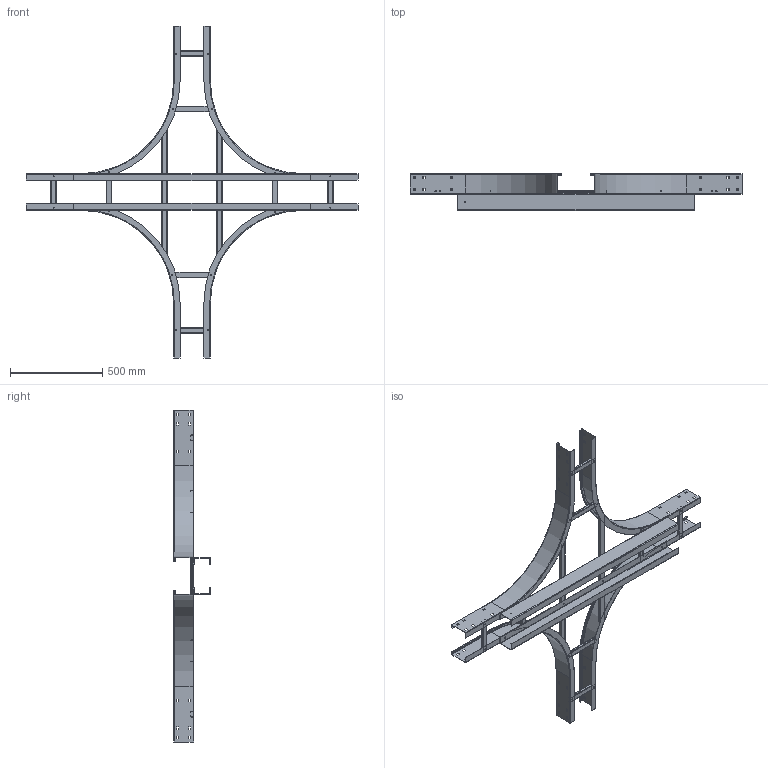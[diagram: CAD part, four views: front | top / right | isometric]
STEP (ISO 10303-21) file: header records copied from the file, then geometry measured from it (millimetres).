
FILE_DESCRIPTION((''),'2;1');
FILE_NAME('ASM0001_ASM','2013-01-11T',('AndreasKeweloh'),(''),'PRO/ENGINEER BY PARAMETRIC TECHNOLOGY CORPORATION, 2012230','PRO/ENGINEER BY PARAMETRIC TECHNOLOGY CORPORATION, 2012230','');
FILE_SCHEMA(('CONFIG_CONTROL_DESIGN'));
Length unit declared in the file: millimetre
Products named in the file (11): KTS_05_018-026_L_780-23137; KTS_05_018-026_L_780-23138; KTS_05_018-023_L_245; KTS_05_018-012_L_195; KTS_05_012-045-1580_L_128-23141; KTS_05_012-045-1580_L_128-23142; KTS_05_012-076_INNENHOLM_-23143; KTS_05_012-076_INNENHOLM_-23144; KTS_05_012-076_INNENHOLM_-23145; KTS_05_012-076_INNENHOLM_-23146; ASM0001_ASM
Assembly tree (16 placements, depth 2):
  ASM0001_ASM
    KTS_05_018-026_L_780-23137
    KTS_05_018-026_L_780-23138
    KTS_05_018-023_L_245  x4
    KTS_05_018-012_L_195  x4
    KTS_05_012-045-1580_L_128-23141
    KTS_05_012-045-1580_L_128-23142
    KTS_05_012-076_INNENHOLM_-23143
    KTS_05_012-076_INNENHOLM_-23144
    KTS_05_012-076_INNENHOLM_-23145
    KTS_05_012-076_INNENHOLM_-23146
Bounding box: 1800 x 200 x 1800 mm (x, y, z)
Volume: 3165927 mm3; surface area: 3112946.4 mm2
Topology: 16 solids, 16 shells, 964 faces, 2580 edges, 1640 vertices
Faces by surface type: plane 520, cylinder 420, torus 24
Entity records: 25398 total; most frequent: DIRECTION 4498, CARTESIAN_POINT 4401, ORIENTED_EDGE 4296, EDGE_CURVE 2148, AXIS2_PLACEMENT_3D 1579, VERTEX_POINT 1400, VECTOR 1340, LINE 1340
